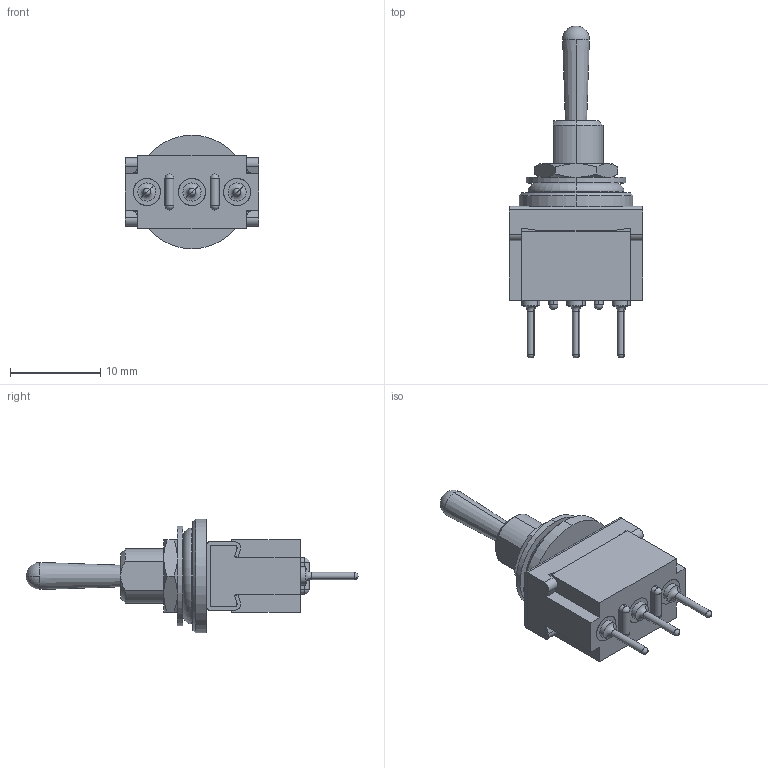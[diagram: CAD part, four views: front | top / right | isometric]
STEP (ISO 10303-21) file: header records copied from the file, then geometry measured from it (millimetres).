
FILE_DESCRIPTION (( 'STEP AP203' ), '1' );
FILE_NAME ('FWE03.STEP', '2020-03-12T05:11:55', ( '' ), ( '' ), 'SwSTEP 2.0', 'SolidWorks 2018', '' );
FILE_SCHEMA (( 'CONFIG_CONTROL_DESIGN' ));
Length unit declared in the file: millimetre
Products named in the file (9): 上組 スリーブ組 防水トグル (Fシリーズ); ケース単極 (Fシリーズ); 僼儗乕儉扨嬌 (F僔儕乕僘); 6061 0076 20(パッキン Fシリーズ); FWE03; 端子 3 (Fシリーズ); 9801 0342 20(ナット)model; 9803 0344 20(L儚僢僔儍乕)model; 壓慻 扨嬌 3抂巕 (F僔儕乕僘)
Assembly tree (10 placements, depth 3):
  FWE03
    上組 スリーブ組 防水トグル (Fシリーズ)
    9801 0342 20(ナット)model
    9803 0344 20(L儚僢僔儍乕)model
    6061 0076 20(パッキン Fシリーズ)
    壓慻 扨嬌 3抂巕 (F僔儕乕僘)
      ケース単極 (Fシリーズ)
      端子 3 (Fシリーズ)  x3
      僼儗乕儉扨嬌 (F僔儕乕僘)
Bounding box: 14.8 x 36.8 x 12.6 mm (x, y, z)
Volume: 1694.1 mm3; surface area: 2273.4 mm2
Topology: 9 solids, 11 shells, 251 faces, 628 edges, 396 vertices
Faces by surface type: plane 109, cylinder 89, cone 21, torus 18, sphere 14
Entity records: 7823 total; most frequent: CARTESIAN_POINT 1305, DIRECTION 1216, ORIENTED_EDGE 1118, EDGE_CURVE 559, AXIS2_PLACEMENT_3D 448, VERTEX_POINT 357, VECTOR 320, LINE 320
